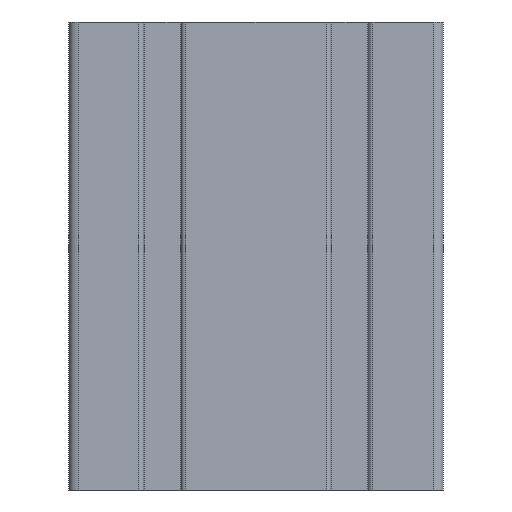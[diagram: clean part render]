
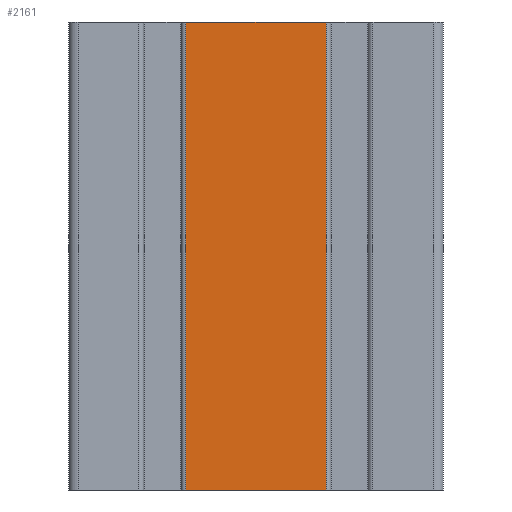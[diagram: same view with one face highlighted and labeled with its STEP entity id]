
A CAD part, front view. The second image highlights one B-rep face of the part: STEP entity #2161.
In plain terms, the highlighted planar face has unit normal (0, -1, 0).
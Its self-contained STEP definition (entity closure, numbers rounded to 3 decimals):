
#104=LINE('',#3325,#312);
#171=LINE('',#3536,#379);
#216=LINE('',#3650,#424);
#222=LINE('',#3672,#430);
#312=VECTOR('',#2677,100.);
#379=VECTOR('',#2884,100.);
#424=VECTOR('',#2995,30.);
#430=VECTOR('',#3029,30.);
#483=PLANE('',#2382);
#601=FACE_OUTER_BOUND('',#716,.T.);
#716=EDGE_LOOP('',(#1888,#1889,#1890,#1891));
#931=VERTEX_POINT('',#3322);
#932=VERTEX_POINT('',#3324);
#1004=VERTEX_POINT('',#3530);
#1006=VERTEX_POINT('',#3534);
#1187=EDGE_CURVE('',#931,#932,#104,.T.);
#1291=EDGE_CURVE('',#1004,#1006,#171,.T.);
#1349=EDGE_CURVE('',#931,#1004,#216,.T.);
#1362=EDGE_CURVE('',#932,#1006,#222,.T.);
#1888=ORIENTED_EDGE('',*,*,#1187,.F.);
#1889=ORIENTED_EDGE('',*,*,#1349,.T.);
#1890=ORIENTED_EDGE('',*,*,#1291,.T.);
#1891=ORIENTED_EDGE('',*,*,#1362,.F.);
#2161=ADVANCED_FACE('',(#601),#483,.T.);
#2382=AXIS2_PLACEMENT_3D('',#3671,#3027,#3028);
#2677=DIRECTION('',(0.,0.,-1.));
#2884=DIRECTION('',(0.,0.,-1.));
#2995=DIRECTION('',(-1.,0.,0.));
#3027=DIRECTION('center_axis',(0.,-1.,0.));
#3028=DIRECTION('ref_axis',(1.,0.,0.));
#3029=DIRECTION('',(-1.,0.,0.));
#3322=CARTESIAN_POINT('',(15.,-20.,100.));
#3324=CARTESIAN_POINT('',(15.,-20.,0.));
#3325=CARTESIAN_POINT('',(15.,-20.,0.));
#3530=CARTESIAN_POINT('',(-15.,-20.,100.));
#3534=CARTESIAN_POINT('',(-15.,-20.,0.));
#3536=CARTESIAN_POINT('',(-15.,-20.,0.));
#3650=CARTESIAN_POINT('',(-19.,-20.,100.));
#3671=CARTESIAN_POINT('Origin',(-38.,-20.,0.));
#3672=CARTESIAN_POINT('',(-19.,-20.,0.));
